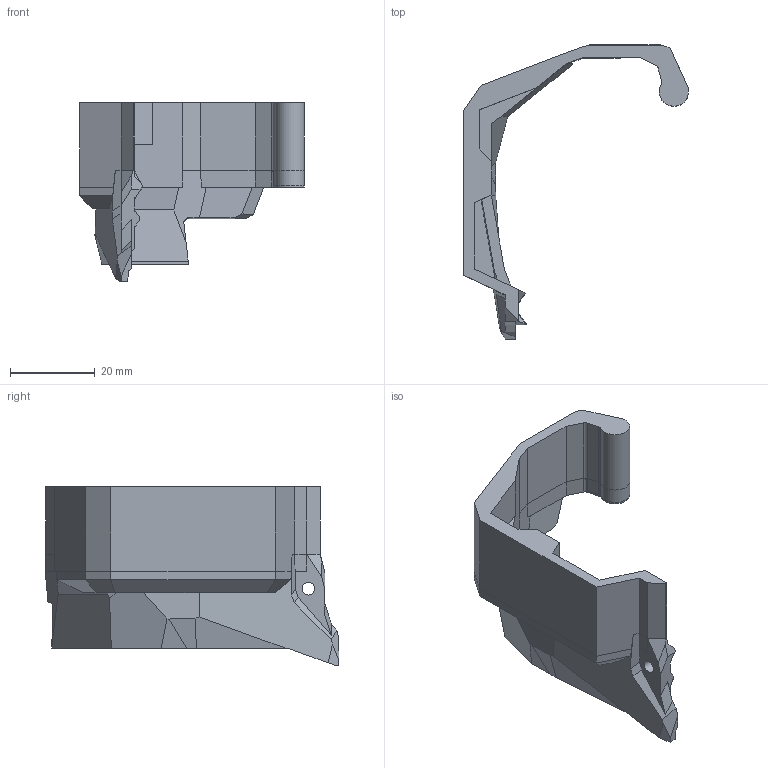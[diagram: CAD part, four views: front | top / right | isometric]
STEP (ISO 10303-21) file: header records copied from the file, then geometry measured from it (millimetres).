
FILE_DESCRIPTION(('FreeCAD Model'),'2;1');
FILE_NAME('Open CASCADE Shape Model','2022-09-19T08:18:58',('Author'),( ''),'Open CASCADE STEP processor 7.5','FreeCAD','Unknown');
FILE_SCHEMA(('AUTOMOTIVE_DESIGN { 1 0 10303 214 1 1 1 1 }'));
Length unit declared in the file: millimetre
Products named in the file (1): Cable_Door
Bounding box: 53.09 x 69.38 x 42.2 mm (x, y, z)
Volume: 14483.8 mm3; surface area: 9562.1 mm2
Topology: 1 solids, 2 shells, 159 faces, 410 edges, 256 vertices
Faces by surface type: plane 144, cylinder 15
Full cylindrical faces by diameter (mm): 2.8 x1, 3 x1
Entity records: 10214 total; most frequent: CARTESIAN_POINT 2124, DIRECTION 1429, LINE 1023, VECTOR 1023, ORIENTED_EDGE 820, PCURVE 820, DEFINITIONAL_REPRESENTATION 820, EDGE_CURVE 410
